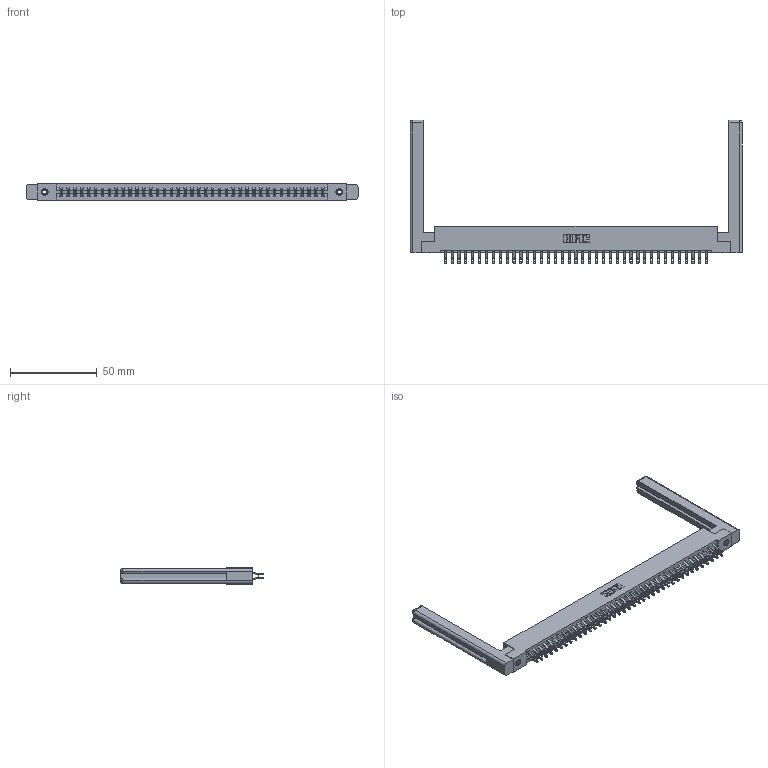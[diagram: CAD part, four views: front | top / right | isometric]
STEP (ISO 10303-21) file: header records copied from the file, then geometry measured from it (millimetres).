
FILE_DESCRIPTION (( 'STEP AP203' ), '1' );
FILE_NAME ('337-078-555-258.STEP', '2019-10-10T11:37:02', ( '' ), ( '' ), 'SwSTEP 2.0', 'SolidWorks 2016', '' );
FILE_SCHEMA (( 'CONFIG_CONTROL_DESIGN' ));
Length unit declared in the file: inch
Products named in the file (5): 337 Part_Flush Mounting Lugs - 0.156 Dia-TI; 337-078-555-258; 345-292-001_555 Tail; 345-250-001_345-250-001-102; 307-220-058
Assembly tree (83 placements, depth 2):
  337-078-555-258
    337 Part_Flush Mounting Lugs - 0.156 Dia-TI
    345-292-001_555 Tail  x78
    345-250-001_345-250-001-102  x2
    307-220-058  x2
Bounding box: 191.16 x 82.56 x 9.4 mm (x, y, z)
Volume: 27474.7 mm3; surface area: 28855.9 mm2
Topology: 83 solids, 83 shells, 4936 faces, 15407 edges, 10258 vertices
Faces by surface type: plane 2962, cylinder 1950, cone 12, torus 12
Entity records: 33586 total; most frequent: CARTESIAN_POINT 5703, ORIENTED_EDGE 5548, DIRECTION 4842, EDGE_CURVE 2774, VECTOR 2578, LINE 2578, VERTEX_POINT 1842, AXIS2_PLACEMENT_3D 1132
